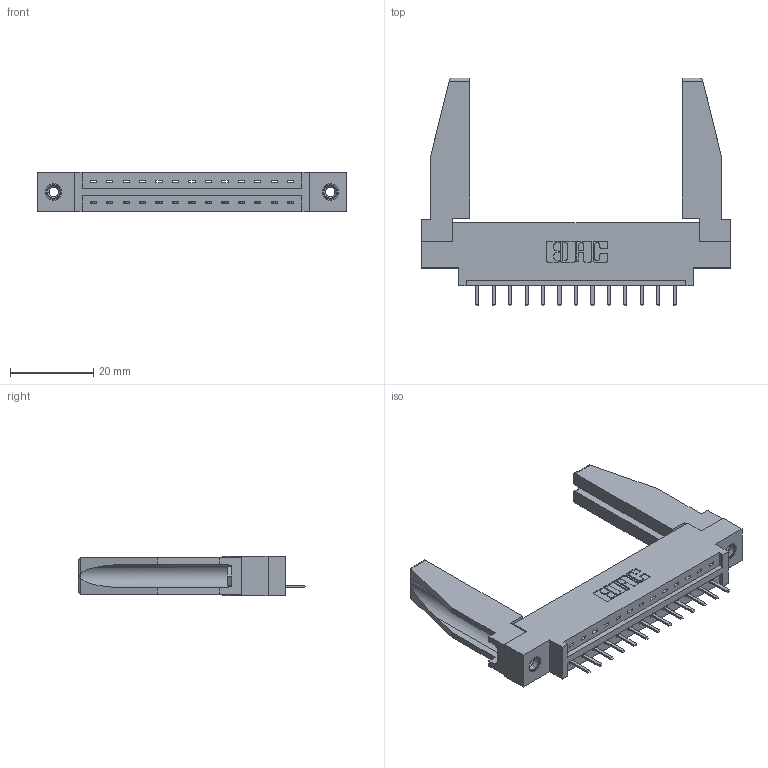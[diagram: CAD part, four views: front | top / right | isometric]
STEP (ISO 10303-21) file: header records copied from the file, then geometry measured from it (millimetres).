
FILE_DESCRIPTION (( 'STEP AP203' ), '1' );
FILE_NAME ('337-013-520-678.STEP', '2019-09-28T01:26:27', ( '' ), ( '' ), 'SwSTEP 2.0', 'SolidWorks 2016', '' );
FILE_SCHEMA (( 'CONFIG_CONTROL_DESIGN' ));
Length unit declared in the file: inch
Products named in the file (5): 307-220-078; 337 Part_0.170 Offset - 0.156 Dia-TI; 337-013-520-678; 345-250-001_345-250-001-102; 345-292-001_345-293-120
Assembly tree (18 placements, depth 2):
  337-013-520-678
    337 Part_0.170 Offset - 0.156 Dia-TI
    345-292-001_345-293-120  x13
    345-250-001_345-250-001-102  x2
    307-220-078  x2
Bounding box: 74.52 x 54.82 x 9.4 mm (x, y, z)
Volume: 11221 mm3; surface area: 11106.5 mm2
Topology: 18 solids, 18 shells, 1106 faces, 3201 edges, 2090 vertices
Faces by surface type: plane 782, cylinder 308, cone 12, torus 4
Entity records: 16100 total; most frequent: CARTESIAN_POINT 2807, ORIENTED_EDGE 2700, DIRECTION 2420, EDGE_CURVE 1350, LINE 1180, VECTOR 1180, VERTEX_POINT 892, AXIS2_PLACEMENT_3D 620
